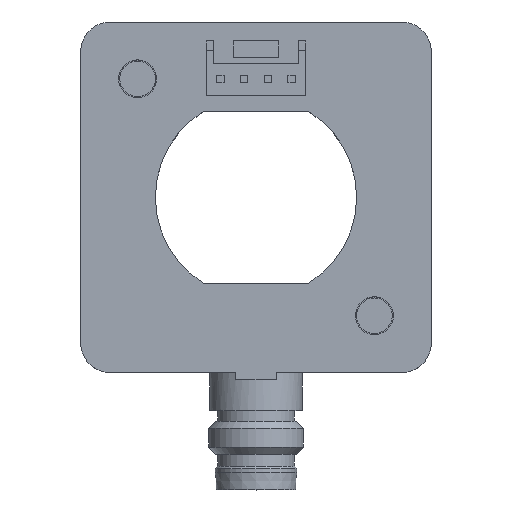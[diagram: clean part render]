
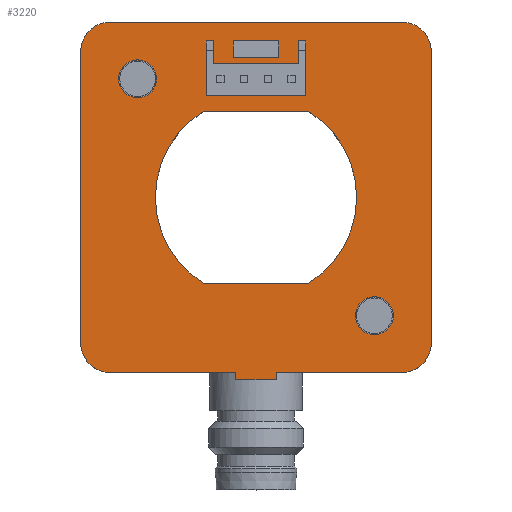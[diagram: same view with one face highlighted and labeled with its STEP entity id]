
A CAD part, top view. The second image highlights one B-rep face of the part: STEP entity #3220.
In plain terms, the highlighted planar face has unit normal (0, 0, 1).
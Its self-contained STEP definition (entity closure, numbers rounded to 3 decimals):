
#109=LINE('',#4482,#336);
#110=LINE('',#4487,#337);
#111=LINE('',#4491,#338);
#112=LINE('',#4495,#339);
#113=LINE('',#4499,#340);
#114=LINE('',#4501,#341);
#115=LINE('',#4503,#342);
#116=LINE('',#4505,#343);
#117=LINE('',#4506,#344);
#118=LINE('',#4511,#345);
#119=LINE('',#4514,#346);
#120=LINE('',#4517,#347);
#121=LINE('',#4519,#348);
#122=LINE('',#4521,#349);
#123=LINE('',#4523,#350);
#124=LINE('',#4525,#351);
#125=LINE('',#4527,#352);
#126=LINE('',#4529,#353);
#127=LINE('',#4530,#354);
#128=LINE('',#4533,#355);
#129=LINE('',#4535,#356);
#130=LINE('',#4537,#357);
#336=VECTOR('',#3691,1000.);
#337=VECTOR('',#3694,1000.);
#338=VECTOR('',#3697,1000.);
#339=VECTOR('',#3700,1000.);
#340=VECTOR('',#3703,1000.);
#341=VECTOR('',#3704,1000.);
#342=VECTOR('',#3705,1000.);
#343=VECTOR('',#3706,1000.);
#344=VECTOR('',#3707,1000.);
#345=VECTOR('',#3710,1000.);
#346=VECTOR('',#3713,1000.);
#347=VECTOR('',#3714,1000.);
#348=VECTOR('',#3715,1000.);
#349=VECTOR('',#3716,1000.);
#350=VECTOR('',#3717,1000.);
#351=VECTOR('',#3718,1000.);
#352=VECTOR('',#3719,1000.);
#353=VECTOR('',#3720,1000.);
#354=VECTOR('',#3721,1000.);
#355=VECTOR('',#3722,1000.);
#356=VECTOR('',#3723,1000.);
#357=VECTOR('',#3724,1000.);
#563=ORIENTED_EDGE('',*,*,#1261,.T.);
#564=ORIENTED_EDGE('',*,*,#1262,.T.);
#565=ORIENTED_EDGE('',*,*,#1263,.T.);
#566=ORIENTED_EDGE('',*,*,#1264,.T.);
#567=ORIENTED_EDGE('',*,*,#1265,.T.);
#568=ORIENTED_EDGE('',*,*,#1266,.T.);
#569=ORIENTED_EDGE('',*,*,#1267,.T.);
#570=ORIENTED_EDGE('',*,*,#1268,.T.);
#571=ORIENTED_EDGE('',*,*,#1269,.T.);
#572=ORIENTED_EDGE('',*,*,#1270,.T.);
#573=ORIENTED_EDGE('',*,*,#1271,.T.);
#574=ORIENTED_EDGE('',*,*,#1272,.T.);
#575=ORIENTED_EDGE('',*,*,#1273,.F.);
#576=ORIENTED_EDGE('',*,*,#1274,.T.);
#577=ORIENTED_EDGE('',*,*,#1275,.F.);
#578=ORIENTED_EDGE('',*,*,#1276,.F.);
#579=ORIENTED_EDGE('',*,*,#1277,.F.);
#580=ORIENTED_EDGE('',*,*,#1278,.F.);
#581=ORIENTED_EDGE('',*,*,#1279,.F.);
#582=ORIENTED_EDGE('',*,*,#1280,.F.);
#583=ORIENTED_EDGE('',*,*,#1281,.F.);
#584=ORIENTED_EDGE('',*,*,#1282,.F.);
#585=ORIENTED_EDGE('',*,*,#1283,.F.);
#586=ORIENTED_EDGE('',*,*,#1284,.F.);
#587=ORIENTED_EDGE('',*,*,#1285,.F.);
#588=ORIENTED_EDGE('',*,*,#1286,.F.);
#589=ORIENTED_EDGE('',*,*,#1287,.F.);
#590=ORIENTED_EDGE('',*,*,#1288,.F.);
#591=ORIENTED_EDGE('',*,*,#1289,.F.);
#592=ORIENTED_EDGE('',*,*,#1290,.F.);
#1261=EDGE_CURVE('',#1610,#1610,#1859,.T.);
#1262=EDGE_CURVE('',#1611,#1611,#1860,.T.);
#1263=EDGE_CURVE('',#1612,#1613,#109,.T.);
#1264=EDGE_CURVE('',#1613,#1614,#1861,.T.);
#1265=EDGE_CURVE('',#1614,#1615,#110,.T.);
#1266=EDGE_CURVE('',#1615,#1616,#1862,.T.);
#1267=EDGE_CURVE('',#1616,#1617,#111,.T.);
#1268=EDGE_CURVE('',#1617,#1618,#1863,.T.);
#1269=EDGE_CURVE('',#1618,#1619,#112,.T.);
#1270=EDGE_CURVE('',#1619,#1620,#1864,.T.);
#1271=EDGE_CURVE('',#1620,#1621,#113,.T.);
#1272=EDGE_CURVE('',#1621,#1622,#114,.T.);
#1273=EDGE_CURVE('',#1623,#1622,#115,.T.);
#1274=EDGE_CURVE('',#1623,#1612,#116,.F.);
#1275=EDGE_CURVE('',#1624,#1625,#117,.T.);
#1276=EDGE_CURVE('',#1626,#1624,#1865,.T.);
#1277=EDGE_CURVE('',#1627,#1626,#118,.T.);
#1278=EDGE_CURVE('',#1625,#1627,#1866,.T.);
#1279=EDGE_CURVE('',#1628,#1629,#119,.T.);
#1280=EDGE_CURVE('',#1630,#1628,#120,.T.);
#1281=EDGE_CURVE('',#1631,#1630,#121,.T.);
#1282=EDGE_CURVE('',#1632,#1631,#122,.T.);
#1283=EDGE_CURVE('',#1633,#1632,#123,.T.);
#1284=EDGE_CURVE('',#1634,#1633,#124,.T.);
#1285=EDGE_CURVE('',#1635,#1634,#125,.T.);
#1286=EDGE_CURVE('',#1629,#1635,#126,.T.);
#1287=EDGE_CURVE('',#1636,#1637,#127,.T.);
#1288=EDGE_CURVE('',#1638,#1636,#128,.T.);
#1289=EDGE_CURVE('',#1639,#1638,#129,.T.);
#1290=EDGE_CURVE('',#1637,#1639,#130,.T.);
#1610=VERTEX_POINT('',#4479);
#1611=VERTEX_POINT('',#4481);
#1612=VERTEX_POINT('',#4483);
#1613=VERTEX_POINT('',#4484);
#1614=VERTEX_POINT('',#4486);
#1615=VERTEX_POINT('',#4488);
#1616=VERTEX_POINT('',#4490);
#1617=VERTEX_POINT('',#4492);
#1618=VERTEX_POINT('',#4494);
#1619=VERTEX_POINT('',#4496);
#1620=VERTEX_POINT('',#4498);
#1621=VERTEX_POINT('',#4500);
#1622=VERTEX_POINT('',#4502);
#1623=VERTEX_POINT('',#4504);
#1624=VERTEX_POINT('',#4507);
#1625=VERTEX_POINT('',#4508);
#1626=VERTEX_POINT('',#4510);
#1627=VERTEX_POINT('',#4512);
#1628=VERTEX_POINT('',#4515);
#1629=VERTEX_POINT('',#4516);
#1630=VERTEX_POINT('',#4518);
#1631=VERTEX_POINT('',#4520);
#1632=VERTEX_POINT('',#4522);
#1633=VERTEX_POINT('',#4524);
#1634=VERTEX_POINT('',#4526);
#1635=VERTEX_POINT('',#4528);
#1636=VERTEX_POINT('',#4531);
#1637=VERTEX_POINT('',#4532);
#1638=VERTEX_POINT('',#4534);
#1639=VERTEX_POINT('',#4536);
#1859=CIRCLE('',#3402,1.6);
#1860=CIRCLE('',#3403,1.6);
#1861=CIRCLE('',#3404,2.5);
#1862=CIRCLE('',#3405,2.5);
#1863=CIRCLE('',#3406,2.5);
#1864=CIRCLE('',#3407,2.5);
#1865=CIRCLE('',#3408,8.5);
#1866=CIRCLE('',#3409,8.5);
#1972=EDGE_LOOP('',(#563));
#1973=EDGE_LOOP('',(#564));
#1974=EDGE_LOOP('',(#565,#566,#567,#568,#569,#570,#571,#572,#573,#574,#575,
#576));
#1975=EDGE_LOOP('',(#577,#578,#579,#580));
#1976=EDGE_LOOP('',(#581,#582,#583,#584,#585,#586,#587,#588));
#1977=EDGE_LOOP('',(#589,#590,#591,#592));
#2194=FACE_BOUND('',#1972,.T.);
#2195=FACE_BOUND('',#1973,.T.);
#2196=FACE_BOUND('',#1974,.T.);
#2197=FACE_BOUND('',#1975,.T.);
#2198=FACE_BOUND('',#1976,.T.);
#2199=FACE_BOUND('',#1977,.T.);
#2416=PLANE('',#3401);
#3220=ADVANCED_FACE('',(#2194,#2195,#2196,#2197,#2198,#2199),#2416,.T.);
#3401=AXIS2_PLACEMENT_3D('',#4477,#3685,#3686);
#3402=AXIS2_PLACEMENT_3D('',#4478,#3687,#3688);
#3403=AXIS2_PLACEMENT_3D('',#4480,#3689,#3690);
#3404=AXIS2_PLACEMENT_3D('',#4485,#3692,#3693);
#3405=AXIS2_PLACEMENT_3D('',#4489,#3695,#3696);
#3406=AXIS2_PLACEMENT_3D('',#4493,#3698,#3699);
#3407=AXIS2_PLACEMENT_3D('',#4497,#3701,#3702);
#3408=AXIS2_PLACEMENT_3D('',#4509,#3708,#3709);
#3409=AXIS2_PLACEMENT_3D('',#4513,#3711,#3712);
#3685=DIRECTION('',(0.,0.,1.));
#3686=DIRECTION('',(1.,0.,0.));
#3687=DIRECTION('',(0.,0.,-1.));
#3688=DIRECTION('',(-1.,0.,0.));
#3689=DIRECTION('',(0.,0.,-1.));
#3690=DIRECTION('',(-1.,0.,0.));
#3691=DIRECTION('',(1.,0.,0.));
#3692=DIRECTION('',(0.,0.,1.));
#3693=DIRECTION('',(1.,0.,0.));
#3694=DIRECTION('',(0.,1.,0.));
#3695=DIRECTION('',(0.,0.,1.));
#3696=DIRECTION('',(1.,0.,0.));
#3697=DIRECTION('',(-1.,0.,0.));
#3698=DIRECTION('',(0.,0.,1.));
#3699=DIRECTION('',(1.,0.,0.));
#3700=DIRECTION('',(0.,-1.,0.));
#3701=DIRECTION('',(0.,0.,1.));
#3702=DIRECTION('',(1.,0.,0.));
#3703=DIRECTION('',(1.,0.,0.));
#3704=DIRECTION('',(0.,-1.,0.));
#3705=DIRECTION('',(-1.,0.,0.));
#3706=DIRECTION('',(0.,-1.,0.));
#3707=DIRECTION('',(-1.,0.,0.));
#3708=DIRECTION('',(0.,0.,1.));
#3709=DIRECTION('',(1.,0.,0.));
#3710=DIRECTION('',(1.,0.,0.));
#3711=DIRECTION('',(0.,0.,1.));
#3712=DIRECTION('',(1.,0.,0.));
#3713=DIRECTION('',(0.,-1.,0.));
#3714=DIRECTION('',(-1.,0.,0.));
#3715=DIRECTION('',(0.,1.,0.));
#3716=DIRECTION('',(-1.,0.,0.));
#3717=DIRECTION('',(0.,-1.,0.));
#3718=DIRECTION('',(-1.,0.,0.));
#3719=DIRECTION('',(0.,1.,0.));
#3720=DIRECTION('',(1.,0.,0.));
#3721=DIRECTION('',(0.,-1.,0.));
#3722=DIRECTION('',(-1.,0.,0.));
#3723=DIRECTION('',(0.,1.,0.));
#3724=DIRECTION('',(1.,0.,0.));
#4477=CARTESIAN_POINT('',(-12.3,-12.3,0.));
#4478=CARTESIAN_POINT('',(-10.,10.,0.));
#4479=CARTESIAN_POINT('',(-11.6,10.,0.));
#4480=CARTESIAN_POINT('',(10.,-10.,0.));
#4481=CARTESIAN_POINT('',(8.4,-10.,0.));
#4482=CARTESIAN_POINT('',(-12.3,-14.8,0.));
#4483=CARTESIAN_POINT('',(1.72,-14.8,0.));
#4484=CARTESIAN_POINT('',(12.3,-14.8,0.));
#4485=CARTESIAN_POINT('',(12.3,-12.3,0.));
#4486=CARTESIAN_POINT('',(14.8,-12.3,0.));
#4487=CARTESIAN_POINT('',(14.8,-12.3,0.));
#4488=CARTESIAN_POINT('',(14.8,12.3,0.));
#4489=CARTESIAN_POINT('',(12.3,12.3,0.));
#4490=CARTESIAN_POINT('',(12.3,14.8,0.));
#4491=CARTESIAN_POINT('',(12.3,14.8,0.));
#4492=CARTESIAN_POINT('',(-12.3,14.8,0.));
#4493=CARTESIAN_POINT('',(-12.3,12.3,0.));
#4494=CARTESIAN_POINT('',(-14.8,12.3,0.));
#4495=CARTESIAN_POINT('',(-14.8,12.3,0.));
#4496=CARTESIAN_POINT('',(-14.8,-12.3,0.));
#4497=CARTESIAN_POINT('',(-12.3,-12.3,0.));
#4498=CARTESIAN_POINT('',(-12.3,-14.8,0.));
#4499=CARTESIAN_POINT('',(-12.3,-14.8,0.));
#4500=CARTESIAN_POINT('',(-1.72,-14.8,0.));
#4501=CARTESIAN_POINT('',(-1.72,-24.7,0.));
#4502=CARTESIAN_POINT('',(-1.72,-15.4,0.));
#4503=CARTESIAN_POINT('',(7.,-15.4,0.));
#4504=CARTESIAN_POINT('',(1.72,-15.4,0.));
#4505=CARTESIAN_POINT('',(1.72,-24.7,0.));
#4506=CARTESIAN_POINT('',(4.437,7.25,0.));
#4507=CARTESIAN_POINT('',(4.437,7.25,0.));
#4508=CARTESIAN_POINT('',(-4.437,7.25,0.));
#4509=CARTESIAN_POINT('',(0.,0.,0.));
#4510=CARTESIAN_POINT('',(4.437,-7.25,0.));
#4511=CARTESIAN_POINT('',(-4.437,-7.25,0.));
#4512=CARTESIAN_POINT('',(-4.437,-7.25,0.));
#4513=CARTESIAN_POINT('',(0.,0.,0.));
#4514=CARTESIAN_POINT('',(-4.2,13.2,0.));
#4515=CARTESIAN_POINT('',(-4.2,13.2,0.));
#4516=CARTESIAN_POINT('',(-4.2,8.6,0.));
#4517=CARTESIAN_POINT('',(-3.6,13.2,0.));
#4518=CARTESIAN_POINT('',(-3.6,13.2,0.));
#4519=CARTESIAN_POINT('',(-3.6,11.3,0.));
#4520=CARTESIAN_POINT('',(-3.6,11.3,0.));
#4521=CARTESIAN_POINT('',(3.6,11.3,0.));
#4522=CARTESIAN_POINT('',(3.6,11.3,0.));
#4523=CARTESIAN_POINT('',(3.6,13.2,0.));
#4524=CARTESIAN_POINT('',(3.6,13.2,0.));
#4525=CARTESIAN_POINT('',(4.2,13.2,0.));
#4526=CARTESIAN_POINT('',(4.2,13.2,0.));
#4527=CARTESIAN_POINT('',(4.2,8.6,0.));
#4528=CARTESIAN_POINT('',(4.2,8.6,0.));
#4529=CARTESIAN_POINT('',(-4.2,8.6,0.));
#4530=CARTESIAN_POINT('',(-1.9,13.2,0.));
#4531=CARTESIAN_POINT('',(-1.9,13.2,0.));
#4532=CARTESIAN_POINT('',(-1.9,11.8,0.));
#4533=CARTESIAN_POINT('',(1.9,13.2,0.));
#4534=CARTESIAN_POINT('',(1.9,13.2,0.));
#4535=CARTESIAN_POINT('',(1.9,11.8,0.));
#4536=CARTESIAN_POINT('',(1.9,11.8,0.));
#4537=CARTESIAN_POINT('',(-1.9,11.8,0.));
